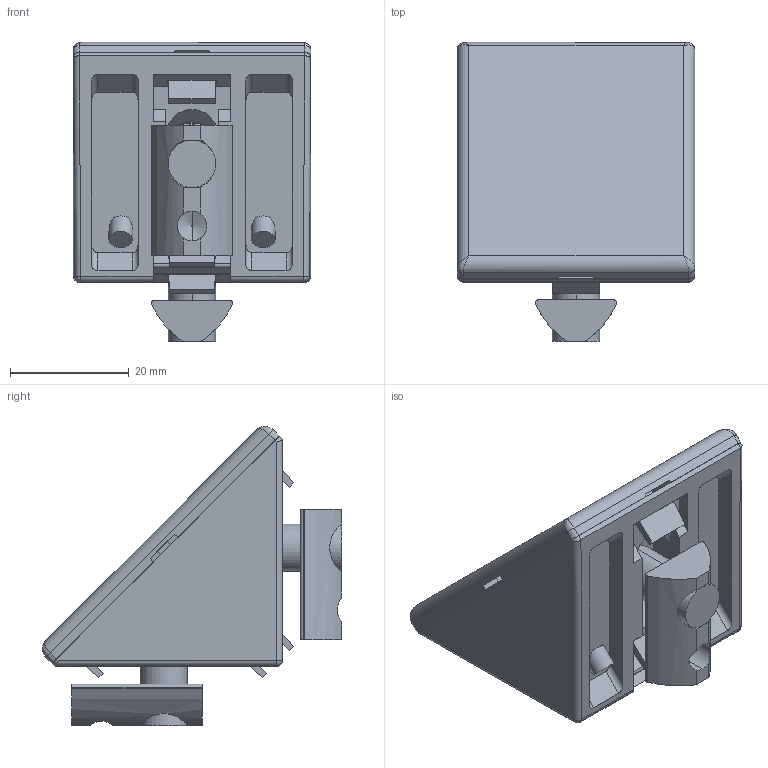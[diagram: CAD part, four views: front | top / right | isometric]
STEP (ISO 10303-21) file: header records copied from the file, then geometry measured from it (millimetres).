
FILE_DESCRIPTION (( 'STEP AP203' ), '1' );
FILE_NAME ('093w401n08s03.STEP', '2012-10-29T08:18:53', ( '' ), ( '' ), 'SwSTEP 2.0', 'SolidWorks 2012', '' );
FILE_SCHEMA (( 'CONFIG_CONTROL_DESIGN' ));
Length unit declared in the file: millimetre
Products named in the file (5): 093w401n08s03; 4iso7380m0816m_4 iso 7380 m08 45 m ; 096003_096 008; 093wa401_Standard; 093w401n08r_093 w 401 n08
Assembly tree (6 placements, depth 2):
  093w401n08s03
    093w401n08r_093 w 401 n08
    093wa401_Standard
    096003_096 008  x2
    4iso7380m0816m_4 iso 7380 m08 45 m   x2
Bounding box: 40.1 x 50.47 x 50.47 mm (x, y, z)
Volume: 24345.5 mm3; surface area: 18666.4 mm2
Topology: 6 solids, 6 shells, 321 faces, 832 edges, 532 vertices
Faces by surface type: plane 190, cylinder 89, cone 18, torus 16, sphere 4, bspline 4
Entity records: 9294 total; most frequent: CARTESIAN_POINT 2104, ORIENTED_EDGE 1450, DIRECTION 1299, EDGE_CURVE 725, LINE 501, VECTOR 501, VERTEX_POINT 468, AXIS2_PLACEMENT_3D 399
